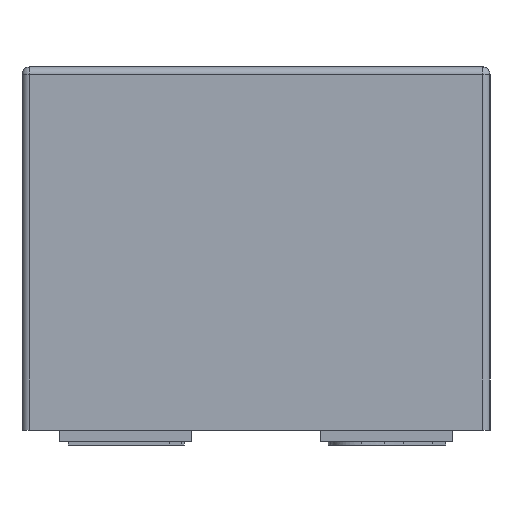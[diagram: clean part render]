
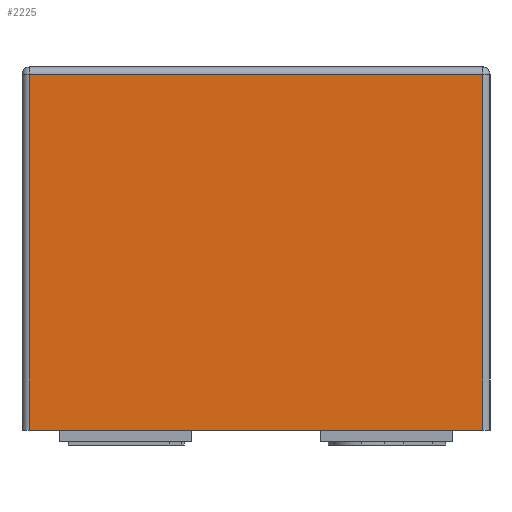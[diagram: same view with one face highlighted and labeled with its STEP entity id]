
A CAD part, left-side view. The second image highlights one B-rep face of the part: STEP entity #2225.
In plain terms, the highlighted planar face has unit normal (-1, 0, 0).
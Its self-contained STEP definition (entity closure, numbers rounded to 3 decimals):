
#264=FACE_OUTER_BOUND('',#397,.T.);
#397=EDGE_LOOP('',(#2001,#2002,#2003,#2004));
#418=LINE('',#2848,#655);
#425=LINE('',#2878,#662);
#429=LINE('',#2884,#666);
#628=LINE('',#3908,#865);
#655=VECTOR('',#2393,0.95);
#662=VECTOR('',#2426,0.95);
#666=VECTOR('',#2434,1.21);
#865=VECTOR('',#2765,1.21);
#893=VERTEX_POINT('',#2841);
#895=VERTEX_POINT('',#2846);
#901=VERTEX_POINT('',#2867);
#904=VERTEX_POINT('',#2874);
#1106=EDGE_CURVE('',#895,#893,#418,.T.);
#1121=EDGE_CURVE('',#901,#904,#425,.T.);
#1125=EDGE_CURVE('',#893,#901,#429,.T.);
#1386=EDGE_CURVE('',#895,#904,#628,.T.);
#2001=ORIENTED_EDGE('',*,*,#1106,.F.);
#2002=ORIENTED_EDGE('',*,*,#1386,.T.);
#2003=ORIENTED_EDGE('',*,*,#1121,.F.);
#2004=ORIENTED_EDGE('',*,*,#1125,.F.);
#2102=PLANE('',#2336);
#2225=ADVANCED_FACE('',(#264),#2102,.T.);
#2336=AXIS2_PLACEMENT_3D('',#3912,#2772,#2773);
#2393=DIRECTION('',(0.,0.,1.));
#2426=DIRECTION('',(0.,0.,-1.));
#2434=DIRECTION('',(0.,-1.,0.));
#2765=DIRECTION('',(0.,-1.,0.));
#2772=DIRECTION('center_axis',(-1.,0.,0.));
#2773=DIRECTION('ref_axis',(0.,-1.,0.));
#2841=CARTESIAN_POINT('',(-1.,0.605,0.98));
#2846=CARTESIAN_POINT('',(-1.,0.605,0.03));
#2848=CARTESIAN_POINT('',(-1.,0.605,0.));
#2867=CARTESIAN_POINT('',(-1.,-0.605,0.98));
#2874=CARTESIAN_POINT('',(-1.,-0.605,0.03));
#2878=CARTESIAN_POINT('',(-1.,-0.605,0.));
#2884=CARTESIAN_POINT('',(-1.,0.313,0.98));
#3908=CARTESIAN_POINT('',(-1.,0.313,0.03));
#3912=CARTESIAN_POINT('Origin',(-1.,0.625,0.));
